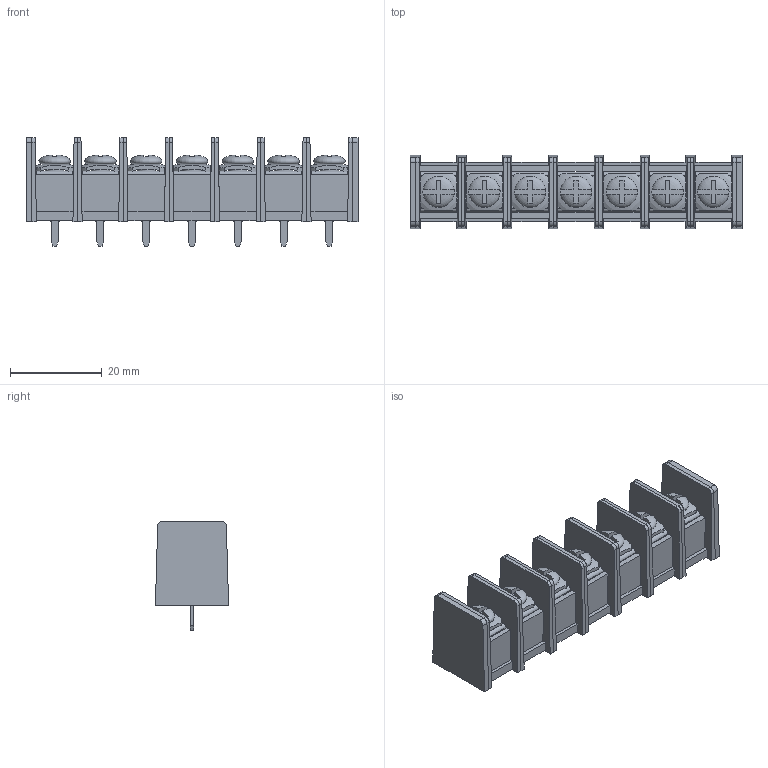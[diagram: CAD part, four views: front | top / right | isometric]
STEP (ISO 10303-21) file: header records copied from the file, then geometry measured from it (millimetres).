
FILE_DESCRIPTION(('FreeCAD Model'),'2;1');
FILE_NAME('Open CASCADE Shape Model','2021-12-26T19:10:08',('Author'),( ''),'Open CASCADE STEP processor 7.4','FreeCAD','Unknown');
FILE_SCHEMA(('AUTOMOTIVE_DESIGN { 1 0 10303 214 1 1 1 1 }'));
Length unit declared in the file: millimetre
Products named in the file (8): TerminalBlock_01x07_P10mm; Contact_Asm; LCS_Origin; ContactBody; Contact; ContactPlate; ContactScrew; Edge
Assembly tree (14 placements, depth 3):
  TerminalBlock_01x07_P10mm
    Contact_Asm  x7
      LCS_Origin
      ContactBody
      Contact
      ContactPlate
      ContactScrew
    Edge  x2
Bounding box: 72.5 x 16 x 23.75 mm (x, y, z)
Volume: 11595.4 mm3; surface area: 19661.9 mm2
Topology: 30 solids, 30 shells, 744 faces, 2003 edges, 1347 vertices
Faces by surface type: plane 614, cylinder 102, revolution 21, cone 7
Full cylindrical faces by diameter (mm): 4 x21, 5 x7
Entity records: 4382 total; most frequent: CARTESIAN_POINT 1343, ORIENTED_EDGE 598, DIRECTION 564, EDGE_CURVE 299, LINE 233, VECTOR 233, VERTEX_POINT 201, AXIS2_PLACEMENT_3D 164
